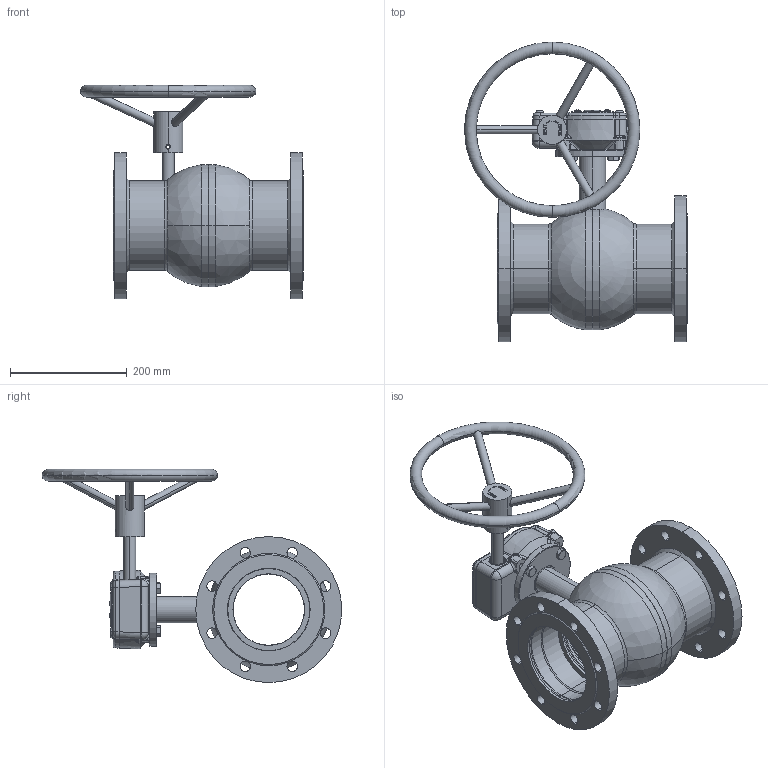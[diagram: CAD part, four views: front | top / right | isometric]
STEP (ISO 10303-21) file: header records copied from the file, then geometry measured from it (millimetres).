
FILE_DESCRIPTION (( 'STEP AP214' ), '1' );
FILE_NAME ('8600416125 480.step', '2025-05-29T08:18:31', ( '' ), ( '' ), 'SwSTEP 2.0', 'SolidWorks 2023', '' );
FILE_SCHEMA (( 'AUTOMOTIVE_DESIGN' ));
Length unit declared in the file: millimetre
Products named in the file (1): 8600416125 480
Bounding box: 381.27 x 512.78 x 365 mm (x, y, z)
Surface area: 709746.7 mm2 (no closed solid volume)
Topology: 0 solids, 36 shells, 686 faces, 1996 edges, 1304 vertices
Faces by surface type: plane 223, cylinder 165, cone 116, bspline 114, torus 47, sphere 21
Entity records: 37946 total; most frequent: CARTESIAN_POINT 21021, ORIENTED_EDGE 3477, DIRECTION 3336, EDGE_CURVE 1994, AXIS2_PLACEMENT_3D 1308, VERTEX_POINT 1304, EDGE_LOOP 781, CIRCLE 735
